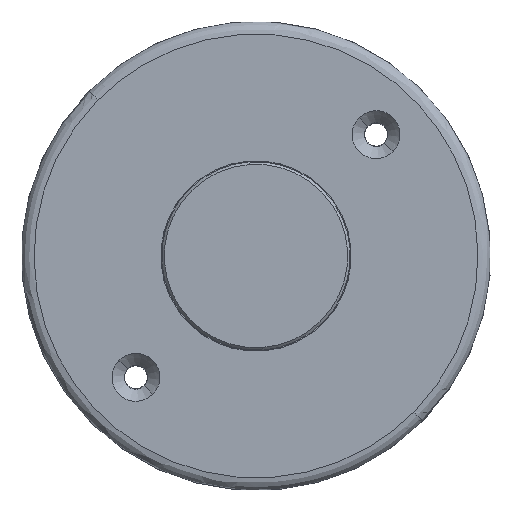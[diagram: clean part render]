
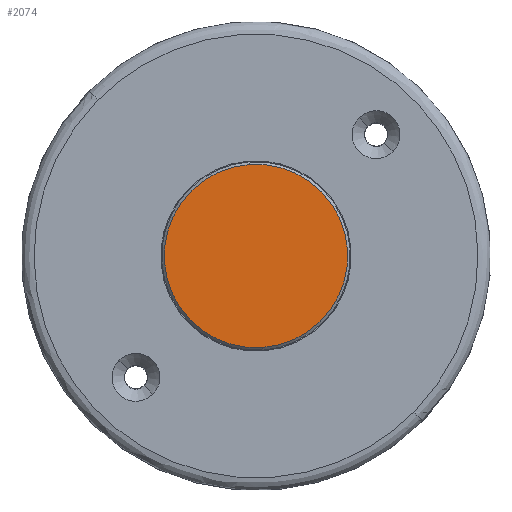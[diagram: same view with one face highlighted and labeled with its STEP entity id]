
A CAD part, left-side view. The second image highlights one B-rep face of the part: STEP entity #2074.
In plain terms, the highlighted face is planar.
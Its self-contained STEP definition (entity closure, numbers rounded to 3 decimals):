
#2074 = ADVANCED_FACE ( 'N', ( #4661 ), #19248, .F. ) ;
#2796 = CIRCLE ( 'NONE', #54261, 18. ) ;
#4566 = DIRECTION ( 'NONE',  ( 0., 0., 1. ) ) ;
#4661 = FACE_OUTER_BOUND ( 'NONE', #45120, .T. ) ;
#12407 = CIRCLE ( 'NONE', #47425, 18. ) ;
#16835 = VERTEX_POINT ( 'NONE', #36092 ) ;
#19042 = DIRECTION ( 'NONE',  ( 0., -1., 0. ) ) ;
#19248 = PLANE ( 'NONE',  #53142 ) ;
#30057 = CARTESIAN_POINT ( 'NONE',  ( 0., 0., -5. ) ) ;
#34220 = DIRECTION ( 'NONE',  ( 1., 0., 0. ) ) ;
#36092 = CARTESIAN_POINT ( 'NONE',  ( 18., 0., -5. ) ) ;
#42737 = EDGE_CURVE ( 'NONE', #16835, #57870, #2796, .T. ) ;
#44447 = CARTESIAN_POINT ( 'NONE',  ( 0., 0., -5. ) ) ;
#45120 = EDGE_LOOP ( 'NONE', ( #63540, #57809 ) ) ;
#47425 = AXIS2_PLACEMENT_3D ( 'NONE', #30057, #54838, #50178 ) ;
#49927 = DIRECTION ( 'NONE',  ( 0., 0., 1. ) ) ;
#50178 = DIRECTION ( 'NONE',  ( 1., 0., 0. ) ) ;
#53142 = AXIS2_PLACEMENT_3D ( 'NONE', #44447, #4566, #19042 ) ;
#54261 = AXIS2_PLACEMENT_3D ( 'NONE', #59402, #49927, #34220 ) ;
#54838 = DIRECTION ( 'NONE',  ( 0., 0., 1. ) ) ;
#57809 = ORIENTED_EDGE ( 'NONE', *, *, #63200, .F. ) ;
#57870 = VERTEX_POINT ( 'NONE', #63225 ) ;
#59402 = CARTESIAN_POINT ( 'NONE',  ( 0., 0., -5. ) ) ;
#63200 = EDGE_CURVE ( 'NONE', #57870, #16835, #12407, .T. ) ;
#63225 = CARTESIAN_POINT ( 'NONE',  ( -18., 0., -5. ) ) ;
#63540 = ORIENTED_EDGE ( 'NONE', *, *, #42737, .F. ) ;
